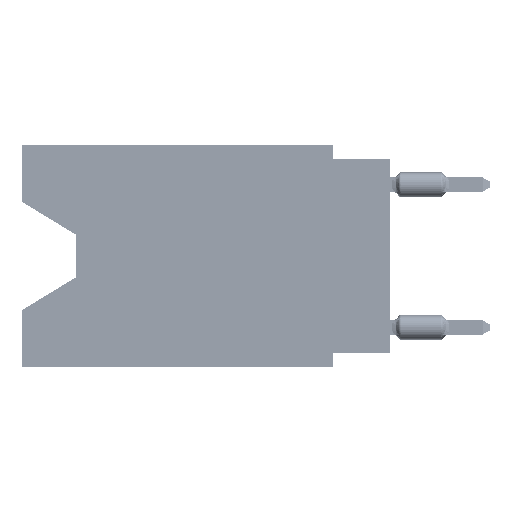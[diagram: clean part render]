
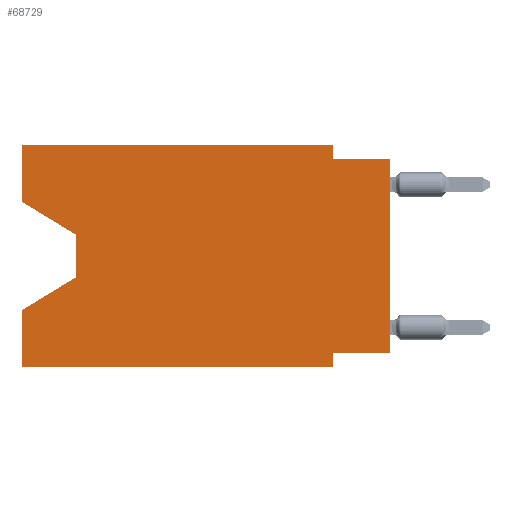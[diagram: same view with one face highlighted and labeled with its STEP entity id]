
A CAD part, left-side view. The second image highlights one B-rep face of the part: STEP entity #68729.
In plain terms, the highlighted planar face has unit normal (-1, 0, 0).
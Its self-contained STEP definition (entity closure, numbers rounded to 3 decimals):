
#1614 = LINE ( 'NONE', #35830, #3073 ) ;
#2732 = CARTESIAN_POINT ( 'NONE',  ( 0., 16.383, 0. ) ) ;
#3054 = DIRECTION ( 'NONE',  ( 0., 0., -1. ) ) ;
#3073 = VECTOR ( 'NONE', #58504, 1000. ) ;
#4870 = EDGE_CURVE ( 'NONE', #22726, #41535, #55989, .T. ) ;
#4988 = EDGE_CURVE ( 'NONE', #24499, #51663, #1614, .T. ) ;
#5019 = CARTESIAN_POINT ( 'NONE',  ( 0., 13.97, -5.893 ) ) ;
#5158 = VECTOR ( 'NONE', #30964, 1000. ) ;
#6179 = LINE ( 'NONE', #8627, #21379 ) ;
#7481 = EDGE_CURVE ( 'NONE', #7605, #20778, #19632, .T. ) ;
#7505 = EDGE_CURVE ( 'NONE', #38393, #20864, #56414, .T. ) ;
#7560 = CARTESIAN_POINT ( 'NONE',  ( 0., 2.54, 0. ) ) ;
#7605 = VERTEX_POINT ( 'NONE', #10662 ) ;
#8444 = ORIENTED_EDGE ( 'NONE', *, *, #7505, .T. ) ;
#8487 = VECTOR ( 'NONE', #11507, 1000. ) ;
#8627 = CARTESIAN_POINT ( 'NONE',  ( 0., 2.54, -9.906 ) ) ;
#9474 = ORIENTED_EDGE ( 'NONE', *, *, #25126, .T. ) ;
#10662 = CARTESIAN_POINT ( 'NONE',  ( 0., 16.383, -2.546 ) ) ;
#11178 = EDGE_CURVE ( 'NONE', #57348, #20864, #6179, .T. ) ;
#11507 = DIRECTION ( 'NONE',  ( 0., 1., 0. ) ) ;
#13208 = LINE ( 'NONE', #68599, #57726 ) ;
#13852 = VECTOR ( 'NONE', #61225, 1000. ) ;
#16009 = CARTESIAN_POINT ( 'NONE',  ( 0., 16.383, 0. ) ) ;
#17820 = VECTOR ( 'NONE', #20247, 1000. ) ;
#18476 = CARTESIAN_POINT ( 'NONE',  ( 0., 2.54, -0.635 ) ) ;
#18905 = VECTOR ( 'NONE', #44005, 1000. ) ;
#19441 = LINE ( 'NONE', #52879, #5158 ) ;
#19632 = LINE ( 'NONE', #42297, #36405 ) ;
#20247 = DIRECTION ( 'NONE',  ( 0., -1., 0. ) ) ;
#20476 = CARTESIAN_POINT ( 'NONE',  ( 0., 16.383, 0. ) ) ;
#20778 = VERTEX_POINT ( 'NONE', #20476 ) ;
#20864 = VERTEX_POINT ( 'NONE', #39034 ) ;
#21379 = VECTOR ( 'NONE', #3054, 1000. ) ;
#22726 = VERTEX_POINT ( 'NONE', #58313 ) ;
#22949 = DIRECTION ( 'NONE',  ( 0., 0., -1. ) ) ;
#22977 = ORIENTED_EDGE ( 'NONE', *, *, #56247, .F. ) ;
#23265 = DIRECTION ( 'NONE',  ( 0., 0., 1. ) ) ;
#24386 = DIRECTION ( 'NONE',  ( 0., 0., -1. ) ) ;
#24499 = VERTEX_POINT ( 'NONE', #18476 ) ;
#25126 = EDGE_CURVE ( 'NONE', #7605, #72217, #44736, .T. ) ;
#25346 = ORIENTED_EDGE ( 'NONE', *, *, #26142, .T. ) ;
#26142 = EDGE_CURVE ( 'NONE', #42221, #51663, #68187, .T. ) ;
#27053 = AXIS2_PLACEMENT_3D ( 'NONE', #41119, #46697, #22949 ) ;
#28891 = PLANE ( 'NONE',  #27053 ) ;
#30582 = VECTOR ( 'NONE', #38686, 1000. ) ;
#30964 = DIRECTION ( 'NONE',  ( 0., 0., -1. ) ) ;
#31164 = DIRECTION ( 'NONE',  ( 0., 0., 1. ) ) ;
#32188 = ORIENTED_EDGE ( 'NONE', *, *, #46929, .T. ) ;
#34224 = ORIENTED_EDGE ( 'NONE', *, *, #52081, .F. ) ;
#34298 = VECTOR ( 'NONE', #23265, 1000. ) ;
#34680 = EDGE_LOOP ( 'NONE', ( #9474, #32188, #41893, #22977, #8444, #52028, #50331, #25346, #55361, #40091, #34224, #57274 ) ) ;
#34782 = CARTESIAN_POINT ( 'NONE',  ( 0., 0., 0. ) ) ;
#35830 = CARTESIAN_POINT ( 'NONE',  ( 0., 0., -0.635 ) ) ;
#36405 = VECTOR ( 'NONE', #31164, 1000. ) ;
#37726 = CARTESIAN_POINT ( 'NONE',  ( 0., 16.383, -9.906 ) ) ;
#37784 = CARTESIAN_POINT ( 'NONE',  ( 0., 0., -0.635 ) ) ;
#38393 = VERTEX_POINT ( 'NONE', #37726 ) ;
#38686 = DIRECTION ( 'NONE',  ( 0., 0., 1. ) ) ;
#38717 = EDGE_CURVE ( 'NONE', #49965, #24499, #19441, .T. ) ;
#39034 = CARTESIAN_POINT ( 'NONE',  ( 0., 2.54, -9.906 ) ) ;
#39781 = LINE ( 'NONE', #62433, #8487 ) ;
#40091 = ORIENTED_EDGE ( 'NONE', *, *, #38717, .F. ) ;
#40344 = CARTESIAN_POINT ( 'NONE',  ( 0., 2.54, -9.271 ) ) ;
#41119 = CARTESIAN_POINT ( 'NONE',  ( 0., 16.383, 0. ) ) ;
#41504 = EDGE_CURVE ( 'NONE', #42221, #57348, #39781, .T. ) ;
#41535 = VERTEX_POINT ( 'NONE', #47536 ) ;
#41893 = ORIENTED_EDGE ( 'NONE', *, *, #4870, .T. ) ;
#42221 = VERTEX_POINT ( 'NONE', #52216 ) ;
#42297 = CARTESIAN_POINT ( 'NONE',  ( 0., 16.383, 0. ) ) ;
#44005 = DIRECTION ( 'NONE',  ( 0., -0.855, -0.519 ) ) ;
#44736 = LINE ( 'NONE', #72930, #18905 ) ;
#45974 = FACE_OUTER_BOUND ( 'NONE', #34680, .T. ) ;
#46697 = DIRECTION ( 'NONE',  ( 1., 0., 0. ) ) ;
#46929 = EDGE_CURVE ( 'NONE', #72217, #22726, #13208, .T. ) ;
#47536 = CARTESIAN_POINT ( 'NONE',  ( 0., 16.383, -7.36 ) ) ;
#49965 = VERTEX_POINT ( 'NONE', #7560 ) ;
#50331 = ORIENTED_EDGE ( 'NONE', *, *, #41504, .F. ) ;
#51663 = VERTEX_POINT ( 'NONE', #37784 ) ;
#52028 = ORIENTED_EDGE ( 'NONE', *, *, #11178, .F. ) ;
#52081 = EDGE_CURVE ( 'NONE', #20778, #49965, #60729, .T. ) ;
#52216 = CARTESIAN_POINT ( 'NONE',  ( 0., 0., -9.271 ) ) ;
#52879 = CARTESIAN_POINT ( 'NONE',  ( 0., 2.54, 0. ) ) ;
#54700 = LINE ( 'NONE', #16009, #30582 ) ;
#55361 = ORIENTED_EDGE ( 'NONE', *, *, #4988, .F. ) ;
#55989 = LINE ( 'NONE', #5019, #65910 ) ;
#56247 = EDGE_CURVE ( 'NONE', #38393, #41535, #54700, .T. ) ;
#56414 = LINE ( 'NONE', #66786, #13852 ) ;
#57274 = ORIENTED_EDGE ( 'NONE', *, *, #7481, .F. ) ;
#57348 = VERTEX_POINT ( 'NONE', #40344 ) ;
#57726 = VECTOR ( 'NONE', #24386, 1000. ) ;
#58313 = CARTESIAN_POINT ( 'NONE',  ( 0., 13.97, -5.893 ) ) ;
#58504 = DIRECTION ( 'NONE',  ( 0., -1., 0. ) ) ;
#60729 = LINE ( 'NONE', #2732, #17820 ) ;
#61225 = DIRECTION ( 'NONE',  ( 0., -1., 0. ) ) ;
#61882 = DIRECTION ( 'NONE',  ( 0., 0.855, -0.519 ) ) ;
#62433 = CARTESIAN_POINT ( 'NONE',  ( 0., 0., -9.271 ) ) ;
#65910 = VECTOR ( 'NONE', #61882, 1000. ) ;
#66786 = CARTESIAN_POINT ( 'NONE',  ( 0., 16.383, -9.906 ) ) ;
#68187 = LINE ( 'NONE', #34782, #34298 ) ;
#68599 = CARTESIAN_POINT ( 'NONE',  ( 0., 13.97, -4.013 ) ) ;
#68729 = ADVANCED_FACE ( 'NONE', ( #45974 ), #28891, .F. ) ;
#70404 = CARTESIAN_POINT ( 'NONE',  ( 0., 13.97, -4.013 ) ) ;
#72217 = VERTEX_POINT ( 'NONE', #70404 ) ;
#72930 = CARTESIAN_POINT ( 'NONE',  ( 0., 16.383, -2.546 ) ) ;
